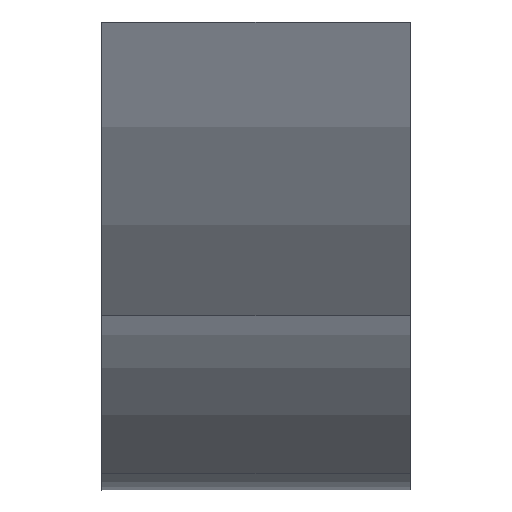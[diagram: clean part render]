
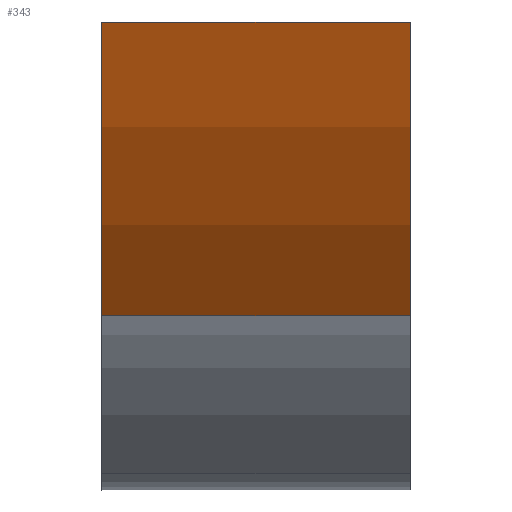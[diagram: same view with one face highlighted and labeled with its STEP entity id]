
A CAD part, front view. The second image highlights one B-rep face of the part: STEP entity #343.
In plain terms, the highlighted cylindrical face has radius 50 mm (diameter 100 mm), a partial arc.
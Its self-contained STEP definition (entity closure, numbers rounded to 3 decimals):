
#19=CYLINDRICAL_SURFACE('',#396,50.);
#47=FACE_OUTER_BOUND('',#71,.T.);
#71=EDGE_LOOP('',(#279,#280,#281,#282));
#94=LINE('',#602,#115);
#95=LINE('',#603,#116);
#115=VECTOR('',#489,10.);
#116=VECTOR('',#490,10.);
#131=CIRCLE('',#376,50.);
#144=CIRCLE('',#397,50.);
#156=VERTEX_POINT('',#544);
#160=VERTEX_POINT('',#552);
#176=VERTEX_POINT('',#599);
#177=VERTEX_POINT('',#600);
#193=EDGE_CURVE('',#156,#160,#131,.T.);
#215=EDGE_CURVE('',#176,#177,#144,.T.);
#216=EDGE_CURVE('',#177,#156,#94,.T.);
#217=EDGE_CURVE('',#176,#160,#95,.T.);
#279=ORIENTED_EDGE('',*,*,#215,.T.);
#280=ORIENTED_EDGE('',*,*,#216,.T.);
#281=ORIENTED_EDGE('',*,*,#193,.T.);
#282=ORIENTED_EDGE('',*,*,#217,.F.);
#343=ADVANCED_FACE('',(#47),#19,.T.);
#376=AXIS2_PLACEMENT_3D('',#554,#436,#437);
#396=AXIS2_PLACEMENT_3D('',#598,#485,#486);
#397=AXIS2_PLACEMENT_3D('',#601,#487,#488);
#436=DIRECTION('center_axis',(-1.,0.,0.));
#437=DIRECTION('ref_axis',(0.,-0.935,-0.353));
#485=DIRECTION('center_axis',(-1.,0.,0.));
#486=DIRECTION('ref_axis',(0.,-0.935,-0.353));
#487=DIRECTION('center_axis',(1.,0.,0.));
#488=DIRECTION('ref_axis',(0.,-0.935,-0.353));
#489=DIRECTION('',(1.,0.,0.));
#490=DIRECTION('',(1.,0.,0.));
#544=CARTESIAN_POINT('',(273.3,5.738,-215.297));
#552=CARTESIAN_POINT('',(273.3,-3.375,-200.078));
#554=CARTESIAN_POINT('Origin',(273.3,43.399,-182.408));
#598=CARTESIAN_POINT('Origin',(267.3,43.399,-182.408));
#599=CARTESIAN_POINT('',(257.3,-3.375,-200.078));
#600=CARTESIAN_POINT('',(257.3,5.738,-215.297));
#601=CARTESIAN_POINT('Origin',(257.3,43.399,-182.408));
#602=CARTESIAN_POINT('',(267.3,5.738,-215.297));
#603=CARTESIAN_POINT('',(267.3,-3.375,-200.078));
